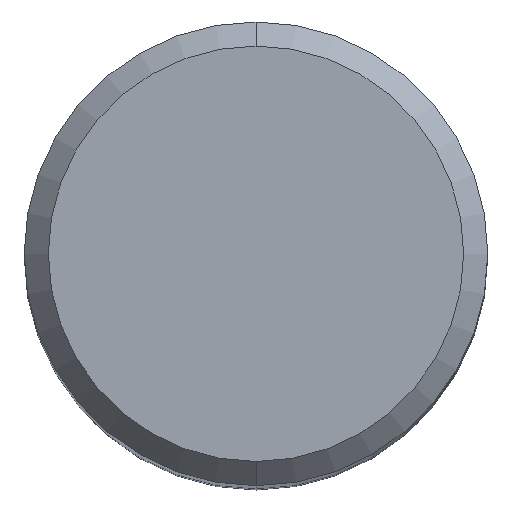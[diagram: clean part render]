
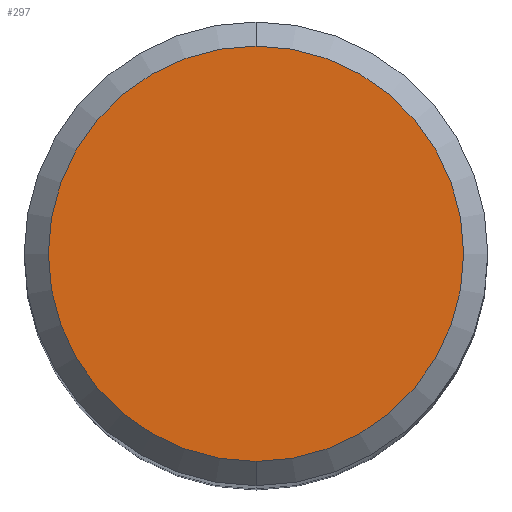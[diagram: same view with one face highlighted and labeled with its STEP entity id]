
A CAD part, top view. The second image highlights one B-rep face of the part: STEP entity #297.
In plain terms, the highlighted planar face has unit normal (0, 0, 1).
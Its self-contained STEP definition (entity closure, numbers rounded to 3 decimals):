
#143=VERTEX_POINT('',#375);
#231=EDGE_CURVE('',#323,#143,#474,.T.);
#297=ADVANCED_FACE('',(#551),#552,.T.);
#299=EDGE_CURVE('',#143,#323,#554,.T.);
#323=VERTEX_POINT('',#580);
#375=CARTESIAN_POINT('',(0.,-4.3,0.));
#474=CIRCLE('',#756,4.3);
#551=FACE_OUTER_BOUND('',#856,.T.);
#552=PLANE('',#857);
#554=CIRCLE('',#860,4.3);
#580=CARTESIAN_POINT('',(0.0,4.3,0.));
#756=AXIS2_PLACEMENT_3D('',#1062,#1063,#1064);
#856=EDGE_LOOP('',(#1178,#1179));
#857=AXIS2_PLACEMENT_3D('',#1180,#1181,#1182);
#860=AXIS2_PLACEMENT_3D('',#1183,#1184,#1185);
#1062=CARTESIAN_POINT('',(0.0,0.0,0.));
#1063=DIRECTION('',(0.0,0.0,-1.0));
#1064=DIRECTION('',(0.0,1.0,0.0));
#1178=ORIENTED_EDGE('',*,*,#231,.F.);
#1179=ORIENTED_EDGE('',*,*,#299,.F.);
#1180=CARTESIAN_POINT('',(0.0,2.15,0.));
#1181=DIRECTION('',(-0.0,0.0,1.0));
#1182=DIRECTION('',(0.0,-1.0,0.0));
#1183=CARTESIAN_POINT('',(0.0,0.0,0.));
#1184=DIRECTION('',(0.0,0.0,-1.0));
#1185=DIRECTION('',(0.0,1.0,0.0));
